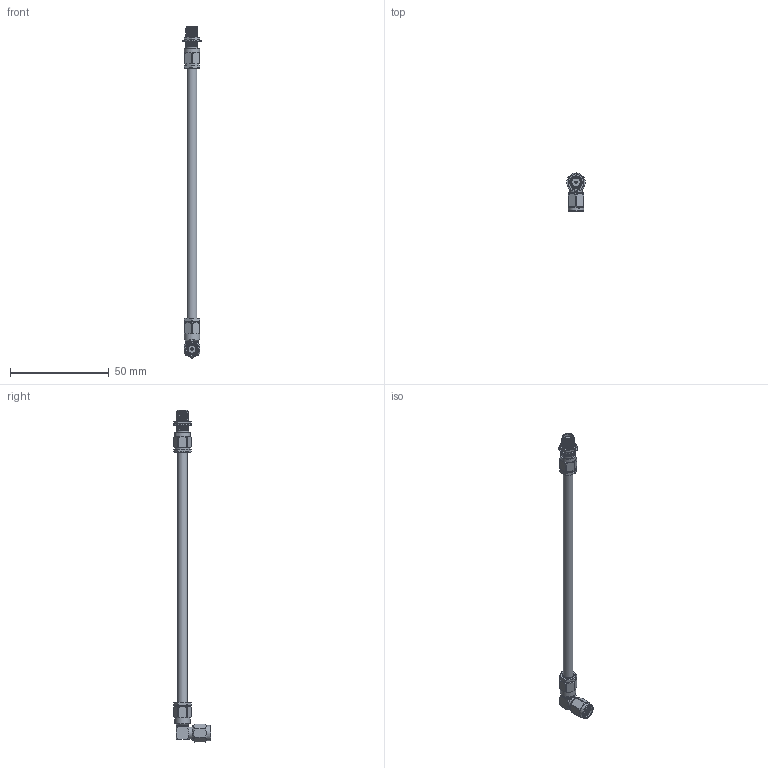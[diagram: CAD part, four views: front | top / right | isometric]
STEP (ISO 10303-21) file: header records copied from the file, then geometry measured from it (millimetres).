
FILE_DESCRIPTION (( 'STEP AP203' ), '1' );
FILE_NAME ('PE3C8087_3D.step', '2021-03-25T16:20:51', ( '' ), ( '' ), 'SwSTEP 2.0', 'SolidWorks 2020', '' );
FILE_SCHEMA (( 'CONFIG_CONTROL_DESIGN' ));
Length unit declared in the file: inch
Products named in the file (4): PE45048^PE3C8087; PE3C8087_3D; PE4033^PE3C8087; RG400U^PE3C8087_RG400
Assembly tree (3 placements, depth 2):
  PE3C8087_3D
    RG400U^PE3C8087_RG400
    PE45048^PE3C8087
    PE4033^PE3C8087
Bounding box: 9.4 x 19.05 x 168.45 mm (x, y, z)
Volume: 4381.2 mm3; surface area: 4201.4 mm2
Topology: 5 solids, 5 shells, 335 faces, 894 edges, 586 vertices
Faces by surface type: bspline 91, cylinder 88, plane 82, cone 72, torus 2
Full cylindrical faces by diameter (mm): 0.914 x1, 0.94 x1, 1.168 x1, 1.194 x1, 4.445 x1, 4.572 x1, 4.953 x1, 5.334 x1, 5.436 x1, 5.537 x1, 6.096 x2, 6.299 x1, 6.35 x6, 7.287 x1, 7.762 x2, 7.849 x1, 7.938 x1, 9.398 x1
Entity records: 29402 total; most frequent: CARTESIAN_POINT 21971, ORIENTED_EDGE 1668, DIRECTION 1151, EDGE_CURVE 834, VERTEX_POINT 566, AXIS2_PLACEMENT_3D 472, EDGE_LOOP 384, FACE_OUTER_BOUND 351
